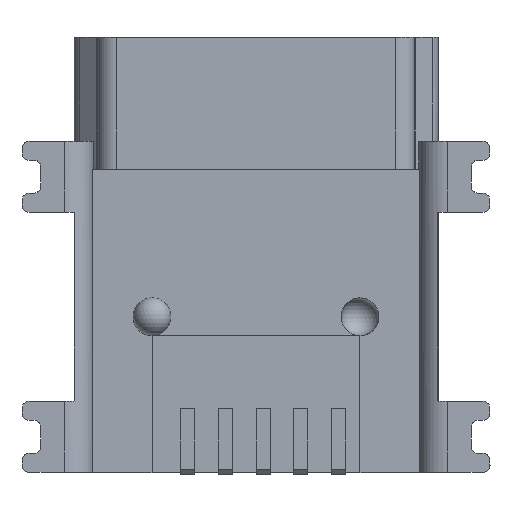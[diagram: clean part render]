
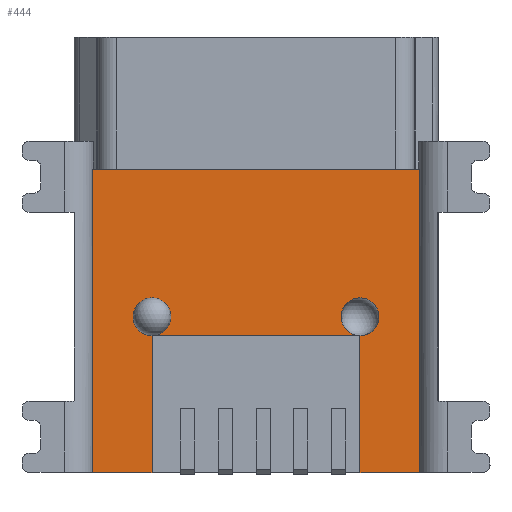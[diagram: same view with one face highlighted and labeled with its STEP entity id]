
A CAD part, front view. The second image highlights one B-rep face of the part: STEP entity #444.
In plain terms, the highlighted planar face has unit normal (0, -1, 0).
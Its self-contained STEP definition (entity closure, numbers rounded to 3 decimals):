
#444=ADVANCED_FACE('',(#1123),#1124,.T.);
#1123=FACE_OUTER_BOUND('',#2037,.T.);
#1124=PLANE('',#2038);
#2037=EDGE_LOOP('',(#3301,#3302,#3303,#3304,#3305,#3306,#3307,#3308,#3309,#3310,#3311,#3312,#3313,#3314));
#2038=AXIS2_PLACEMENT_3D('',#3315,#3316,#3317);
#3301=ORIENTED_EDGE('',*,*,#5914,.T.);
#3302=ORIENTED_EDGE('',*,*,#5940,.T.);
#3303=ORIENTED_EDGE('',*,*,#5942,.F.);
#3304=ORIENTED_EDGE('',*,*,#5943,.F.);
#3305=ORIENTED_EDGE('',*,*,#5944,.T.);
#3306=ORIENTED_EDGE('',*,*,#5934,.T.);
#3307=ORIENTED_EDGE('',*,*,#5924,.T.);
#3308=ORIENTED_EDGE('',*,*,#5945,.T.);
#3309=ORIENTED_EDGE('',*,*,#5883,.T.);
#3310=ORIENTED_EDGE('',*,*,#5878,.T.);
#3311=ORIENTED_EDGE('',*,*,#5928,.T.);
#3312=ORIENTED_EDGE('',*,*,#5931,.T.);
#3313=ORIENTED_EDGE('',*,*,#5908,.T.);
#3314=ORIENTED_EDGE('',*,*,#5903,.T.);
#3315=CARTESIAN_POINT('',(0.,-0.001,-2.79));
#3316=DIRECTION('',(0.0,-1.0,-0.0));
#3317=DIRECTION('',(-1.0,0.0,0.));
#5878=EDGE_CURVE('',#7185,#7190,#7192,.T.);
#5883=EDGE_CURVE('',#7195,#7185,#7200,.T.);
#5903=EDGE_CURVE('',#7229,#7234,#7236,.T.);
#5908=EDGE_CURVE('',#7239,#7229,#7244,.T.);
#5914=EDGE_CURVE('',#7234,#7252,#7254,.T.);
#5924=EDGE_CURVE('',#7262,#7268,#7270,.T.);
#5928=EDGE_CURVE('',#7190,#7274,#7276,.T.);
#5931=EDGE_CURVE('',#7274,#7239,#7279,.T.);
#5934=EDGE_CURVE('',#7282,#7262,#7283,.T.);
#5940=EDGE_CURVE('',#7252,#7292,#7294,.T.);
#5942=EDGE_CURVE('',#7296,#7292,#7297,.T.);
#5943=EDGE_CURVE('',#7298,#7296,#7299,.T.);
#5944=EDGE_CURVE('',#7298,#7282,#7300,.T.);
#5945=EDGE_CURVE('',#7268,#7195,#7301,.T.);
#7185=VERTEX_POINT('',#9167);
#7190=VERTEX_POINT('',#9173);
#7192=CIRCLE('',#9176,0.4);
#7195=VERTEX_POINT('',#9179);
#7200=CIRCLE('',#9185,0.4);
#7229=VERTEX_POINT('',#9220);
#7234=VERTEX_POINT('',#9226);
#7236=CIRCLE('',#9229,0.4);
#7239=VERTEX_POINT('',#9232);
#7244=CIRCLE('',#9238,0.4);
#7252=VERTEX_POINT('',#9248);
#7254=LINE('',#9251,#9252);
#7262=VERTEX_POINT('',#9263);
#7268=VERTEX_POINT('',#9271);
#7270=LINE('',#9274,#9275);
#7274=VERTEX_POINT('',#9279);
#7276=LINE('',#9282,#9283);
#7279=CIRCLE('',#9286,0.4);
#7282=VERTEX_POINT('',#9289);
#7283=LINE('',#9290,#9291);
#7292=VERTEX_POINT('',#9304);
#7294=LINE('',#9307,#9308);
#7296=VERTEX_POINT('',#9310);
#7297=LINE('',#9311,#9312);
#7298=VERTEX_POINT('',#9313);
#7299=LINE('',#9314,#9315);
#7300=LINE('',#9316,#9317);
#7301=CIRCLE('',#9318,0.4);
#9167=CARTESIAN_POINT('',(-1.8,-0.001,-5.91));
#9173=CARTESIAN_POINT('',(-2.111,-0.001,-6.3));
#9176=AXIS2_PLACEMENT_3D('',#11376,#11377,#11378);
#9179=CARTESIAN_POINT('',(-2.6,-0.001,-5.91));
#9185=AXIS2_PLACEMENT_3D('',#11386,#11387,#11388);
#9220=CARTESIAN_POINT('',(2.6,-0.001,-5.91));
#9226=CARTESIAN_POINT('',(2.2,-0.001,-6.31));
#9229=AXIS2_PLACEMENT_3D('',#11418,#11419,#11420);
#9232=CARTESIAN_POINT('',(1.8,-0.001,-5.91));
#9238=AXIS2_PLACEMENT_3D('',#11428,#11429,#11430);
#9248=CARTESIAN_POINT('',(2.2,-0.001,-9.21));
#9251=CARTESIAN_POINT('',(2.2,-0.001,-5.795));
#9252=VECTOR('',#11437,1.0);
#9263=CARTESIAN_POINT('',(-2.2,-0.001,-9.21));
#9271=CARTESIAN_POINT('',(-2.2,-0.001,-6.31));
#9274=CARTESIAN_POINT('',(-2.2,-0.001,-5.795));
#9275=VECTOR('',#11447,1.0);
#9279=CARTESIAN_POINT('',(2.111,-0.001,-6.3));
#9282=CARTESIAN_POINT('',(0.,-0.001,-6.3));
#9283=VECTOR('',#11452,1.0);
#9286=AXIS2_PLACEMENT_3D('',#11456,#11457,#11458);
#9289=CARTESIAN_POINT('',(-3.45,-0.001,-9.21));
#9290=CARTESIAN_POINT('',(-3.45,-0.001,-9.21));
#9291=VECTOR('',#11462,1.0);
#9304=CARTESIAN_POINT('',(3.45,-0.001,-9.21));
#9307=CARTESIAN_POINT('',(-3.45,-0.001,-9.21));
#9308=VECTOR('',#11468,1.0);
#9310=CARTESIAN_POINT('',(3.45,-0.001,-2.79));
#9311=CARTESIAN_POINT('',(3.45,-0.001,-2.79));
#9312=VECTOR('',#11469,1.0);
#9313=CARTESIAN_POINT('',(-3.45,-0.001,-2.79));
#9314=CARTESIAN_POINT('',(-3.45,-0.001,-2.79));
#9315=VECTOR('',#11470,1.0);
#9316=CARTESIAN_POINT('',(-3.45,-0.001,-2.79));
#9317=VECTOR('',#11471,1.0);
#9318=AXIS2_PLACEMENT_3D('',#11472,#11473,#11474);
#11376=CARTESIAN_POINT('',(-2.2,-0.001,-5.91));
#11377=DIRECTION('',(0.0,1.0,0.0));
#11378=DIRECTION('',(-1.0,0.0,0.));
#11386=CARTESIAN_POINT('',(-2.2,-0.001,-5.91));
#11387=DIRECTION('',(0.0,1.0,0.0));
#11388=DIRECTION('',(-1.0,0.0,0.));
#11418=CARTESIAN_POINT('',(2.2,-0.001,-5.91));
#11419=DIRECTION('',(0.0,1.0,0.0));
#11420=DIRECTION('',(-1.0,0.0,0.));
#11428=CARTESIAN_POINT('',(2.2,-0.001,-5.91));
#11429=DIRECTION('',(0.0,1.0,0.0));
#11430=DIRECTION('',(-1.0,0.0,0.));
#11437=DIRECTION('',(0.,0.0,-1.0));
#11447=DIRECTION('',(0.,-0.0,1.0));
#11452=DIRECTION('',(1.0,0.0,0.));
#11456=CARTESIAN_POINT('',(2.2,-0.001,-5.91));
#11457=DIRECTION('',(0.0,1.0,0.0));
#11458=DIRECTION('',(-1.0,0.0,0.));
#11462=DIRECTION('',(1.0,0.0,0.));
#11468=DIRECTION('',(1.0,0.0,0.));
#11469=DIRECTION('',(0.,0.0,-1.0));
#11470=DIRECTION('',(1.0,0.0,0.));
#11471=DIRECTION('',(0.,0.0,-1.0));
#11472=CARTESIAN_POINT('',(-2.2,-0.001,-5.91));
#11473=DIRECTION('',(0.0,1.0,0.0));
#11474=DIRECTION('',(-1.0,0.0,0.));
